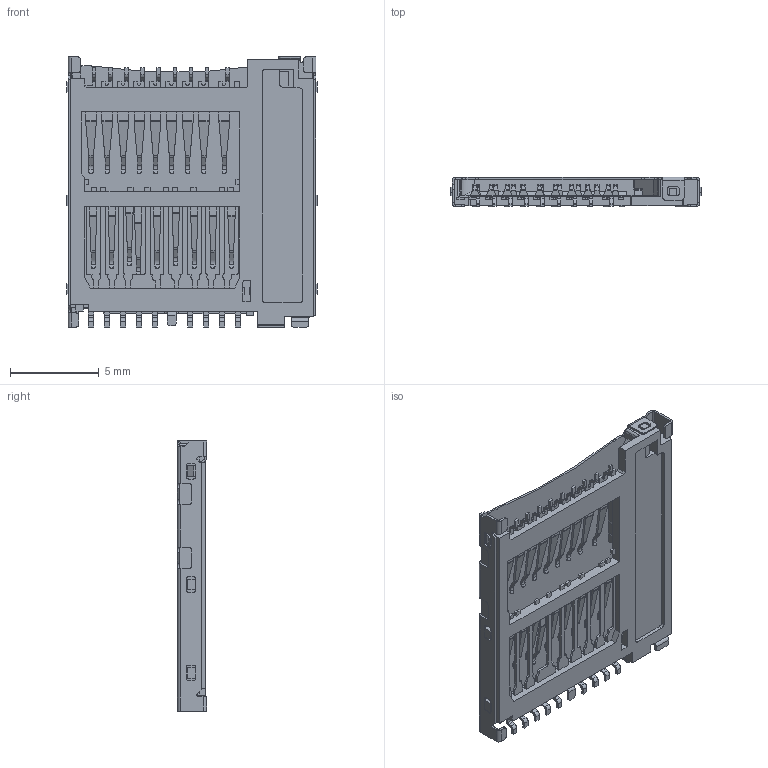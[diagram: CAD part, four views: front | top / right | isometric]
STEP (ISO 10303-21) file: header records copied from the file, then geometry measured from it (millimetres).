
FILE_DESCRIPTION (( 'STEP AP214' ), '1' );
FILE_NAME ('GTF4P17131HR.STEP', '2024-11-04T16:09:15', ( 'LENOVO' ), ( '' ), 'SwSTEP 2.0', 'SolidWorks 2021', '' );
FILE_SCHEMA (( 'AUTOMOTIVE_DESIGN' ));
Length unit declared in the file: millimetre
Products named in the file (1): GTF4P17131HR
Bounding box: 14.12 x 1.65 x 15.25 mm (x, y, z)
Volume: 112.4 mm3; surface area: 990 mm2
Topology: 65 solids, 65 shells, 1547 faces, 4102 edges, 2688 vertices
Faces by surface type: plane 1083, cylinder 426, cone 36, bspline 2
Entity records: 48328 total; most frequent: CARTESIAN_POINT 8987, ORIENTED_EDGE 8204, DIRECTION 7799, EDGE_CURVE 4102, LINE 3087, VECTOR 3087, VERTEX_POINT 2688, AXIS2_PLACEMENT_3D 2356
